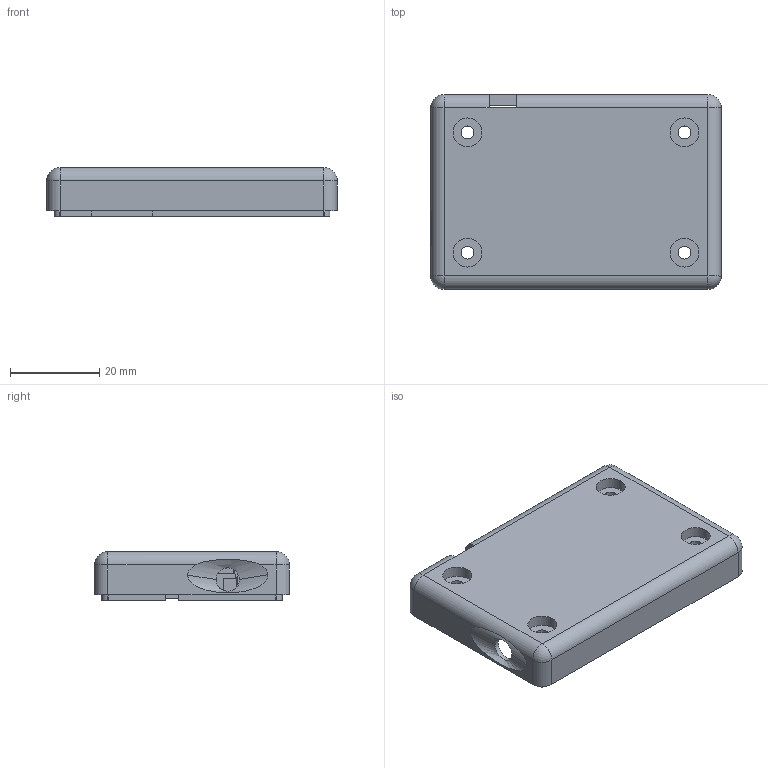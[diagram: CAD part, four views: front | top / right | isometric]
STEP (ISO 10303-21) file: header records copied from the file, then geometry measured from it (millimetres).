
FILE_DESCRIPTION(/* description */ (''),/* implementation_level */ '2;1');
FILE_NAME(/* name */ 'Final BLEShark Base-0520.stp',/* time_stamp */ '2025-05-20T09:51:22+08:00',/* author */ (''),/* organization */ (''),/* preprocessor_version */ 'ST-DEVELOPER v16',/* originating_system */ 'SIEMENS PLM Software NX 10.0',/* authorisation */ '');
FILE_SCHEMA (('AP203_CONFIGURATION_CONTROLLED_3D_DESIGN_OF_MECHANICAL_PARTS_AND_ASSEMBLIES_MIM_LF { 1 0 10303 403 2 1 2}'));
Length unit declared in the file: millimetre
Products named in the file (1): Admi5BCCBE45hpt6
Bounding box: 65.25 x 43.75 x 11 mm (x, y, z)
Volume: 10450.8 mm3; surface area: 10851.5 mm2
Topology: 1 solids, 1 shells, 248 faces, 670 edges, 429 vertices
Faces by surface type: plane 163, cylinder 60, cone 15, bspline 6, sphere 4
Full cylindrical faces by diameter (mm): 2.9 x4, 5.25 x1, 6.501 x4, 8.501 x4
Entity records: 7980 total; most frequent: CARTESIAN_POINT 1695, ORIENTED_EDGE 1290, DIRECTION 1276, EDGE_CURVE 645, LINE 428, VECTOR 428, AXIS2_PLACEMENT_3D 424, VERTEX_POINT 421
